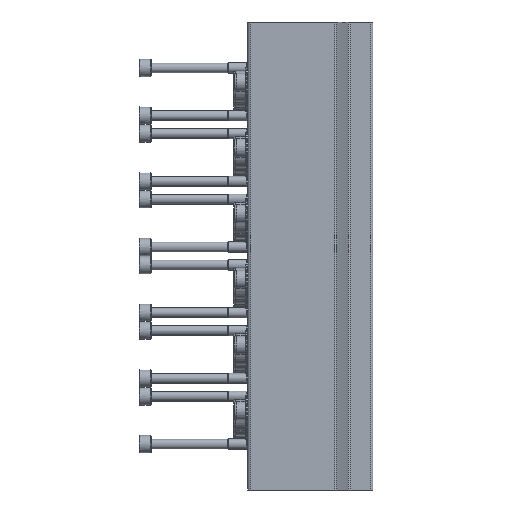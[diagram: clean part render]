
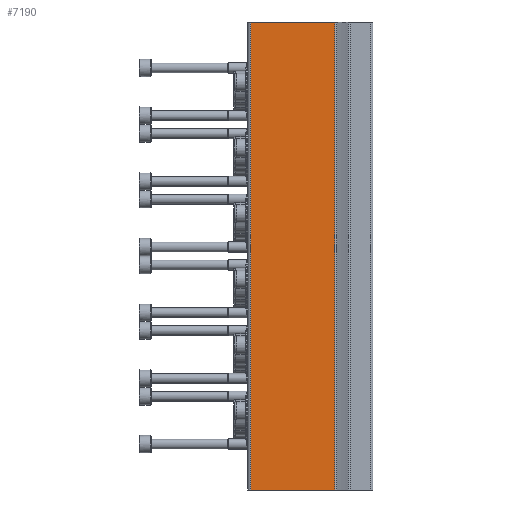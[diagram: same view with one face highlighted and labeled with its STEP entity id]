
A CAD part, left-side view. The second image highlights one B-rep face of the part: STEP entity #7190.
In plain terms, the highlighted planar face has unit normal (-1, 0, 0).
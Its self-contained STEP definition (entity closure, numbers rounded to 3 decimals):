
#287=PLANE('',#7736);
#1030=ORIENTED_EDGE('',*,*,#2926,.F.);
#1031=ORIENTED_EDGE('',*,*,#2925,.F.);
#1032=ORIENTED_EDGE('',*,*,#2927,.T.);
#1033=ORIENTED_EDGE('',*,*,#2928,.T.);
#2925=EDGE_CURVE('',#3873,#3871,#4549,.T.);
#2926=EDGE_CURVE('',#3871,#3874,#4550,.T.);
#2927=EDGE_CURVE('',#3873,#3875,#4551,.T.);
#2928=EDGE_CURVE('',#3875,#3874,#4552,.T.);
#3871=VERTEX_POINT('',#11425);
#3873=VERTEX_POINT('',#11429);
#3874=VERTEX_POINT('',#11433);
#3875=VERTEX_POINT('',#11435);
#4549=LINE('',#11430,#5051);
#4550=LINE('',#11432,#5052);
#4551=LINE('',#11434,#5053);
#4552=LINE('',#11436,#5054);
#5051=VECTOR('',#8667,1000.);
#5052=VECTOR('',#8670,1000.);
#5053=VECTOR('',#8671,1000.);
#5054=VECTOR('',#8672,1000.);
#5569=EDGE_LOOP('',(#1030,#1031,#1032,#1033));
#6319=FACE_BOUND('',#5569,.T.);
#7190=ADVANCED_FACE('',(#6319),#287,.T.);
#7736=AXIS2_PLACEMENT_3D('',#11431,#8668,#8669);
#8667=DIRECTION('',(0.,0.,1.));
#8668=DIRECTION('',(-1.,0.,0.));
#8669=DIRECTION('',(0.,0.,1.));
#8670=DIRECTION('',(0.,-1.,0.));
#8671=DIRECTION('',(0.,-1.,0.));
#8672=DIRECTION('',(0.,0.,1.));
#11425=CARTESIAN_POINT('',(-72.,59.5,0.));
#11429=CARTESIAN_POINT('',(-72.,59.5,-228.));
#11430=CARTESIAN_POINT('',(-72.,59.5,-228.));
#11431=CARTESIAN_POINT('',(-72.,59.5,-228.));
#11432=CARTESIAN_POINT('',(-72.,59.5,0.));
#11433=CARTESIAN_POINT('',(-72.,18.514,0.));
#11434=CARTESIAN_POINT('',(-72.,59.5,-228.));
#11435=CARTESIAN_POINT('',(-72.,18.514,-228.));
#11436=CARTESIAN_POINT('',(-72.,18.514,-228.));
